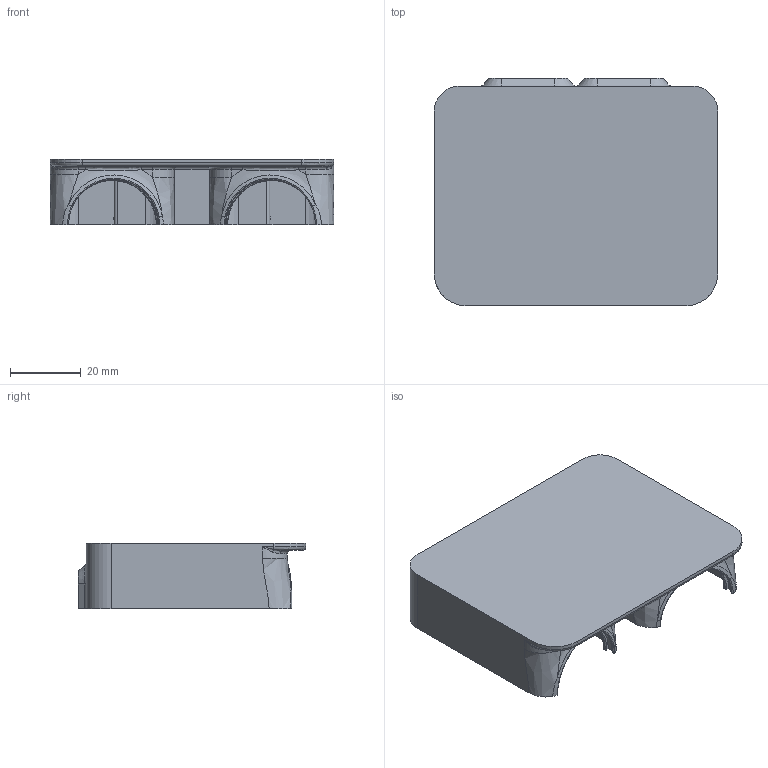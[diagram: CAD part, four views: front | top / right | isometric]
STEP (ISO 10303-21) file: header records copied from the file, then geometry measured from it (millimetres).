
FILE_DESCRIPTION(/* description */ ('Alibre Inc.'),/* implementation_level */ '2;1');
FILE_NAME(/* name */ 'export-2632758D-776C-428A-9F6D-9EA1339411C9',/* time_stamp */ '2025-09-09T00:45:00+02:00',/* author */ (''),/* organization */ (''),/* preprocessor_version */ 'ST-DEVELOPER v17',/* originating_system */ 'Alibre',/* authorisation */ '');
FILE_SCHEMA (('CONFIG_CONTROL_DESIGN'));
Length unit declared in the file: millimetre
Bounding box: 80 x 64.3 x 18.5 mm (x, y, z)
Volume: 20904.8 mm3; surface area: 21168.8 mm2
Topology: 1 solids, 1 shells, 184 faces, 466 edges, 280 vertices
Faces by surface type: cylinder 66, plane 42, torus 40, bspline 24, cone 12
Full cylindrical faces by diameter (mm): 2.2 x2
Entity records: 9389 total; most frequent: CARTESIAN_POINT 5094, ORIENTED_EDGE 904, DIRECTION 830, EDGE_CURVE 452, AXIS2_PLACEMENT_3D 364, VERTEX_POINT 274, CIRCLE 210, EDGE_LOOP 196
